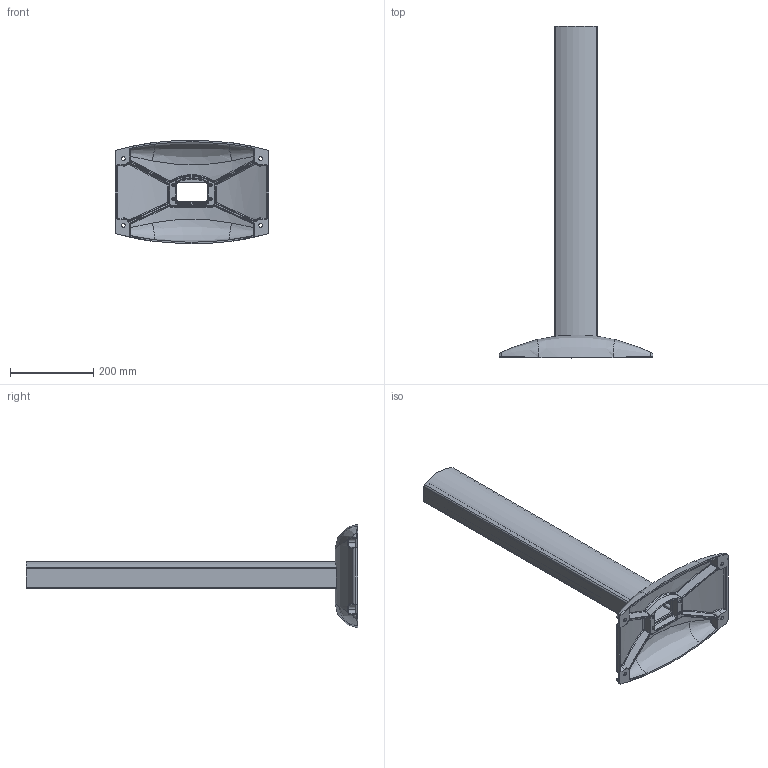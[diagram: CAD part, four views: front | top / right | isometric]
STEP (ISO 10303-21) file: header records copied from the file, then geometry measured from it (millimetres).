
FILE_DESCRIPTION(('STEP AP242'),'1');
FILE_NAME('nsycocn80.stp','2020-02-07T06:33:10',('TraceParts'),('TraceParts S.A.'),'Spatial InterOp 3D',' ',' ');
FILE_SCHEMA(('AP242_MANAGED_MODEL_BASED_3D_ENGINEERING_MIM_LF {1 0 10303 442 1 1 4}'));
Length unit declared in the file: millimetre
Products named in the file (1): nsycocn80_1
Bounding box: 370 x 798 x 249.45 mm (x, y, z)
Volume: 1269787.8 mm3; surface area: 730638.5 mm2
Topology: 2 solids, 2 shells, 401 faces, 982 edges, 587 vertices
Faces by surface type: cylinder 142, bspline 123, plane 75, cone 34, sphere 15, torus 12
Entity records: 22880 total; most frequent: CARTESIAN_POINT 10968, ORIENTED_EDGE 1948, DIRECTION 1652, EDGE_CURVE 974, AXIS2_PLACEMENT_3D 670, VERTEX_POINT 587, EDGE_LOOP 431, STYLED_ITEM 403
